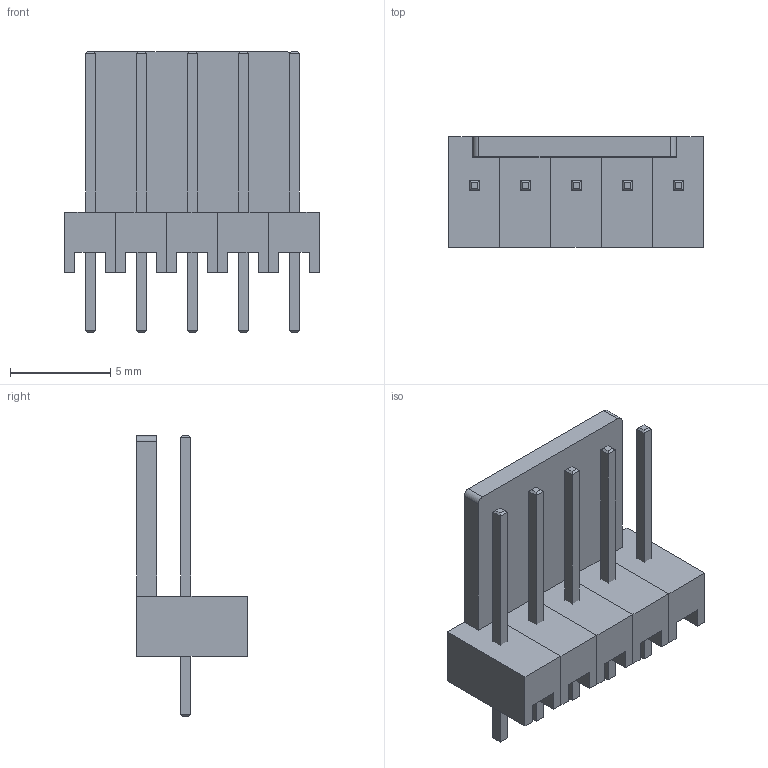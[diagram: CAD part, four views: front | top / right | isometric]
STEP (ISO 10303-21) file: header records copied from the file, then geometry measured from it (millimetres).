
FILE_DESCRIPTION(('FreeCAD Model'),'2;1');
FILE_NAME( '05P.stp', '2017-07-29T15:10:48',('FreeCAD'),('FreeCAD'), 'Open CASCADE STEP processor 6.8','FreeCAD','Unknown');
FILE_SCHEMA(('AUTOMOTIVE_DESIGN_CC2 { 1 2 10303 214 -1 1 5 4 }'));
Length unit declared in the file: millimetre
Products named in the file (14): Open CASCADE STEP translator 6.8 6; Open CASCADE STEP translator 6.8 6.1; Open CASCADE STEP translator 6.8 6.1.1; Open CASCADE STEP translator 6.8 6.1.2; Open CASCADE STEP translator 6.8 6.1.3; Open CASCADE STEP translator 6.8 6.1.4; Open CASCADE STEP translator 6.8 6.1.5; Open CASCADE STEP translator 6.8 6.2; Open CASCADE STEP translator 6.8 6.2.1; Open CASCADE STEP translator 6.8 6.2.2; Open CASCADE STEP translator 6.8 6.2.3; Open CASCADE STEP translator 6.8 6.2.4; Open CASCADE STEP translator 6.8 6.2.5; Open CASCADE STEP translator 6.8 6.3
Assembly tree (13 placements, depth 3):
  Open CASCADE STEP translator 6.8 6
    Open CASCADE STEP translator 6.8 6.1
      Open CASCADE STEP translator 6.8 6.1.1
      Open CASCADE STEP translator 6.8 6.1.2
      Open CASCADE STEP translator 6.8 6.1.3
      Open CASCADE STEP translator 6.8 6.1.4
      Open CASCADE STEP translator 6.8 6.1.5
    Open CASCADE STEP translator 6.8 6.2
      Open CASCADE STEP translator 6.8 6.2.1
      Open CASCADE STEP translator 6.8 6.2.2
      Open CASCADE STEP translator 6.8 6.2.3
      Open CASCADE STEP translator 6.8 6.2.4
      Open CASCADE STEP translator 6.8 6.2.5
    Open CASCADE STEP translator 6.8 6.3
Bounding box: 12.7 x 5.5 x 14 mm (x, y, z)
Volume: 265.9 mm3; surface area: 760.2 mm2
Topology: 11 solids, 11 shells, 128 faces, 278 edges, 172 vertices
Faces by surface type: plane 126, cylinder 2
Entity records: 7216 total; most frequent: CARTESIAN_POINT 1172, DIRECTION 1118, LINE 826, VECTOR 826, ORIENTED_EDGE 556, PCURVE 556, DEFINITIONAL_REPRESENTATION 556, EDGE_CURVE 278
